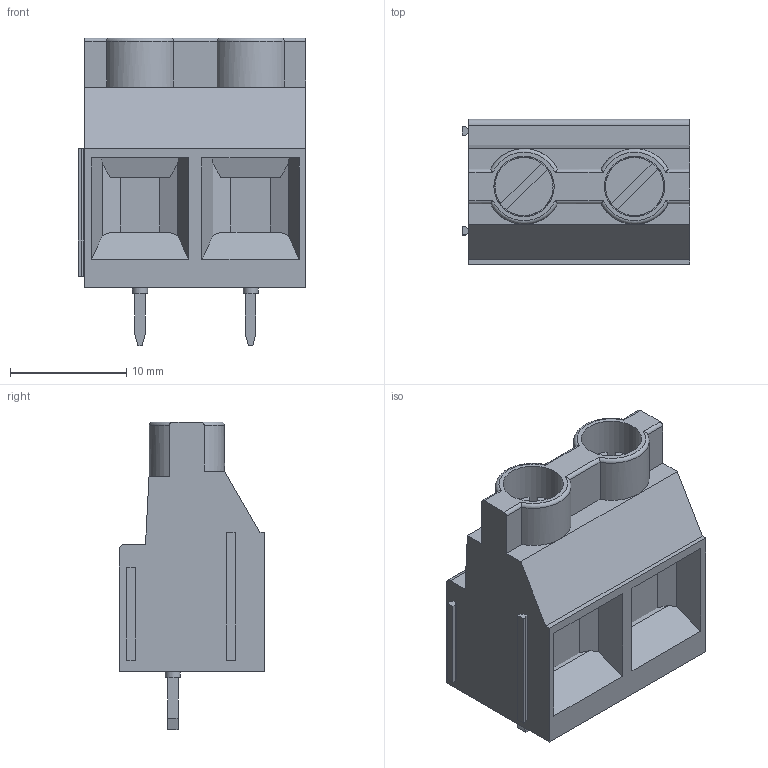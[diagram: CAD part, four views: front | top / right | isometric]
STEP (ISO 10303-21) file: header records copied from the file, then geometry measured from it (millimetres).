
FILE_DESCRIPTION(/* description */ (''),/* implementation_level */ '2;1');
FILE_NAME(/* name */ 'PHOENIX_1714971.stp',/* time_stamp */ '2015-11-23T11:54:11+01:00',/* author */ ('bcivel'),/* organization */ (''),/* preprocessor_version */ 'ST-DEVELOPER v15.5',/* originating_system */ 'AutoCAD Mechanical',/* authorisation */ '');
FILE_SCHEMA (('AUTOMOTIVE_DESIGN { 1 0 10303 214 3 1 1 }'));
Length unit declared in the file: millimetre
Products named in the file (1): Product
Bounding box: 19.61 x 12.5 x 26.5 mm (x, y, z)
Volume: 3573.7 mm3; surface area: 2220.2 mm2
Topology: 9 solids, 9 shells, 182 faces, 450 edges, 296 vertices
Faces by surface type: plane 143, cylinder 35, torus 4
Full cylindrical faces by diameter (mm): 0.457 x1, 1.3 x2, 5 x2, 5.2 x2
Entity records: 5704 total; most frequent: CARTESIAN_POINT 1326, ORIENTED_EDGE 882, DIRECTION 875, EDGE_CURVE 441, LINE 357, VECTOR 357, VERTEX_POINT 294, AXIS2_PLACEMENT_3D 259
